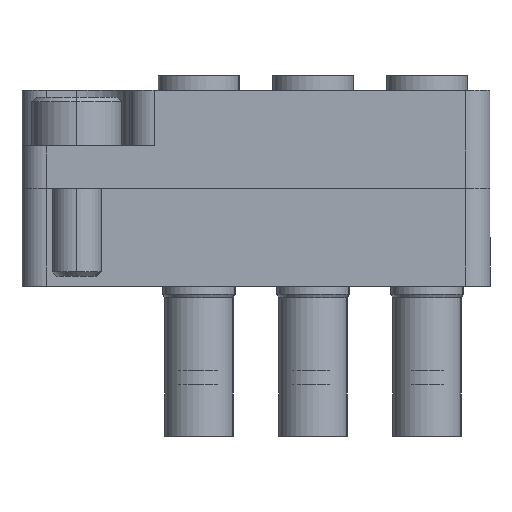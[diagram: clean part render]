
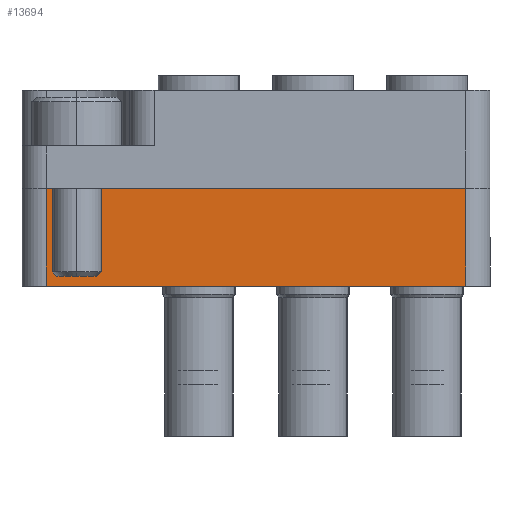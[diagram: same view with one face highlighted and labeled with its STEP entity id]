
A CAD part, front view. The second image highlights one B-rep face of the part: STEP entity #13694.
In plain terms, the highlighted face is planar.
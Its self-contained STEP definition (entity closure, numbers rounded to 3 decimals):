
#1027 = EDGE_LOOP ( 'NONE', ( #9596, #11243, #9852, #14511 ) ) ;
#1862 = LINE ( 'NONE', #11354, #5264 ) ;
#1900 = CARTESIAN_POINT ( 'NONE',  ( 22., 0., -12.85 ) ) ;
#2118 = DIRECTION ( 'NONE',  ( 0., 0., 1. ) ) ;
#2185 = CARTESIAN_POINT ( 'NONE',  ( 22., -6., -12.85 ) ) ;
#2910 = CARTESIAN_POINT ( 'NONE',  ( 22., -6., 12.85 ) ) ;
#3269 = LINE ( 'NONE', #5910, #13030 ) ;
#3577 = LINE ( 'NONE', #16290, #13098 ) ;
#4198 = EDGE_CURVE ( 'NONE', #8648, #6221, #3577, .T. ) ;
#4592 = DIRECTION ( 'NONE',  ( -1., 0., 0. ) ) ;
#5264 = VECTOR ( 'NONE', #9686, 1000. ) ;
#5910 = CARTESIAN_POINT ( 'NONE',  ( 22., 0., -12.85 ) ) ;
#6221 = VERTEX_POINT ( 'NONE', #12824 ) ;
#8648 = VERTEX_POINT ( 'NONE', #2185 ) ;
#9389 = CARTESIAN_POINT ( 'NONE',  ( 22., -6., 14.35 ) ) ;
#9596 = ORIENTED_EDGE ( 'NONE', *, *, #4198, .F. ) ;
#9686 = DIRECTION ( 'NONE',  ( 0., 0., 1. ) ) ;
#9852 = ORIENTED_EDGE ( 'NONE', *, *, #17167, .T. ) ;
#9984 = CARTESIAN_POINT ( 'NONE',  ( 22., 0., 12.85 ) ) ;
#11243 = ORIENTED_EDGE ( 'NONE', *, *, #15037, .T. ) ;
#11354 = CARTESIAN_POINT ( 'NONE',  ( 22., 0., 14.35 ) ) ;
#12822 = FACE_OUTER_BOUND ( 'NONE', #1027, .T. ) ;
#12824 = CARTESIAN_POINT ( 'NONE',  ( 22., -6., 12.85 ) ) ;
#13030 = VECTOR ( 'NONE', #18739, 1000. ) ;
#13098 = VECTOR ( 'NONE', #2118, 1000. ) ;
#13694 = ADVANCED_FACE ( 'NONE', ( #12822 ), #19080, .F. ) ;
#14511 = ORIENTED_EDGE ( 'NONE', *, *, #20126, .T. ) ;
#15037 = EDGE_CURVE ( 'NONE', #8648, #15125, #3269, .T. ) ;
#15125 = VERTEX_POINT ( 'NONE', #1900 ) ;
#15634 = DIRECTION ( 'NONE',  ( 0., -1., 0. ) ) ;
#15748 = DIRECTION ( 'NONE',  ( 0., 0., 1. ) ) ;
#15889 = VERTEX_POINT ( 'NONE', #9984 ) ;
#15930 = LINE ( 'NONE', #2910, #15966 ) ;
#15966 = VECTOR ( 'NONE', #15634, 1000. ) ;
#16290 = CARTESIAN_POINT ( 'NONE',  ( 22., -6., 14.35 ) ) ;
#17167 = EDGE_CURVE ( 'NONE', #15125, #15889, #1862, .T. ) ;
#18739 = DIRECTION ( 'NONE',  ( 0., 1., 0. ) ) ;
#19080 = PLANE ( 'NONE',  #19665 ) ;
#19665 = AXIS2_PLACEMENT_3D ( 'NONE', #9389, #4592, #15748 ) ;
#20126 = EDGE_CURVE ( 'NONE', #15889, #6221, #15930, .T. ) ;
